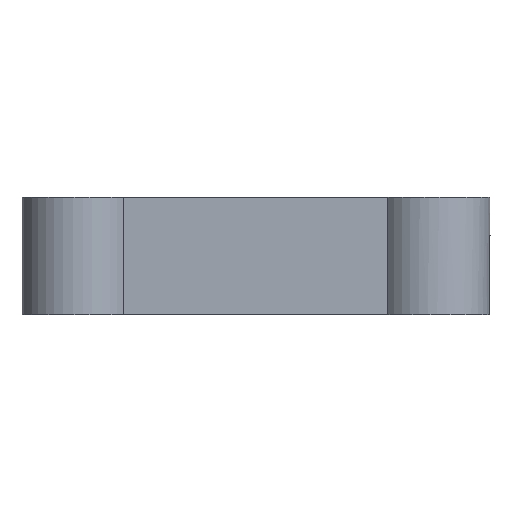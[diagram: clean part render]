
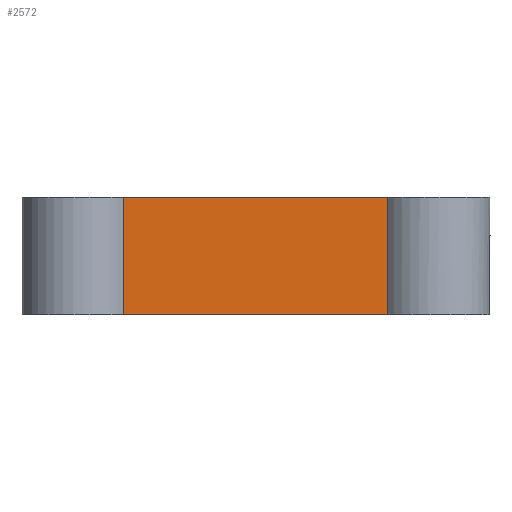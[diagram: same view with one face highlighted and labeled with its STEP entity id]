
A CAD part, front view. The second image highlights one B-rep face of the part: STEP entity #2572.
In plain terms, the highlighted planar face has unit normal (0, -1, 0).
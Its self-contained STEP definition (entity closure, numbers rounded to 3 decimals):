
#108=PLANE('',#2863);
#240=FACE_OUTER_BOUND('',#390,.T.);
#390=EDGE_LOOP('',(#2255,#2256,#2257,#2258));
#743=LINE('',#4695,#951);
#786=LINE('',#4809,#994);
#787=LINE('',#4811,#995);
#788=LINE('',#4812,#996);
#951=VECTOR('',#3477,10.);
#994=VECTOR('',#3602,10.);
#995=VECTOR('',#3603,10.);
#996=VECTOR('',#3604,10.);
#1207=VERTEX_POINT('',#4692);
#1208=VERTEX_POINT('',#4694);
#1238=VERTEX_POINT('',#4808);
#1239=VERTEX_POINT('',#4810);
#1553=EDGE_CURVE('',#1207,#1208,#743,.T.);
#1611=EDGE_CURVE('',#1238,#1207,#786,.T.);
#1612=EDGE_CURVE('',#1239,#1238,#787,.T.);
#1613=EDGE_CURVE('',#1208,#1239,#788,.T.);
#2255=ORIENTED_EDGE('',*,*,#1611,.F.);
#2256=ORIENTED_EDGE('',*,*,#1612,.F.);
#2257=ORIENTED_EDGE('',*,*,#1613,.F.);
#2258=ORIENTED_EDGE('',*,*,#1553,.F.);
#2572=ADVANCED_FACE('',(#240),#108,.T.);
#2863=AXIS2_PLACEMENT_3D('',#4807,#3600,#3601);
#3477=DIRECTION('',(-1.,0.,0.));
#3600=DIRECTION('center_axis',(0.,-1.,0.));
#3601=DIRECTION('ref_axis',(1.,0.,0.));
#3602=DIRECTION('',(0.,0.,-1.));
#3603=DIRECTION('',(1.,0.,0.));
#3604=DIRECTION('',(0.,0.,1.));
#4692=CARTESIAN_POINT('',(29.1,-32.1,-22.));
#4694=CARTESIAN_POINT('',(-29.1,-32.1,-22.));
#4695=CARTESIAN_POINT('',(-46.6,-32.1,-22.));
#4807=CARTESIAN_POINT('Origin',(-29.1,-32.1,0.));
#4808=CARTESIAN_POINT('',(29.1,-32.1,4.));
#4809=CARTESIAN_POINT('',(29.1,-32.1,0.));
#4810=CARTESIAN_POINT('',(-29.1,-32.1,4.));
#4811=CARTESIAN_POINT('',(-46.6,-32.1,4.));
#4812=CARTESIAN_POINT('',(-29.1,-32.1,0.));
